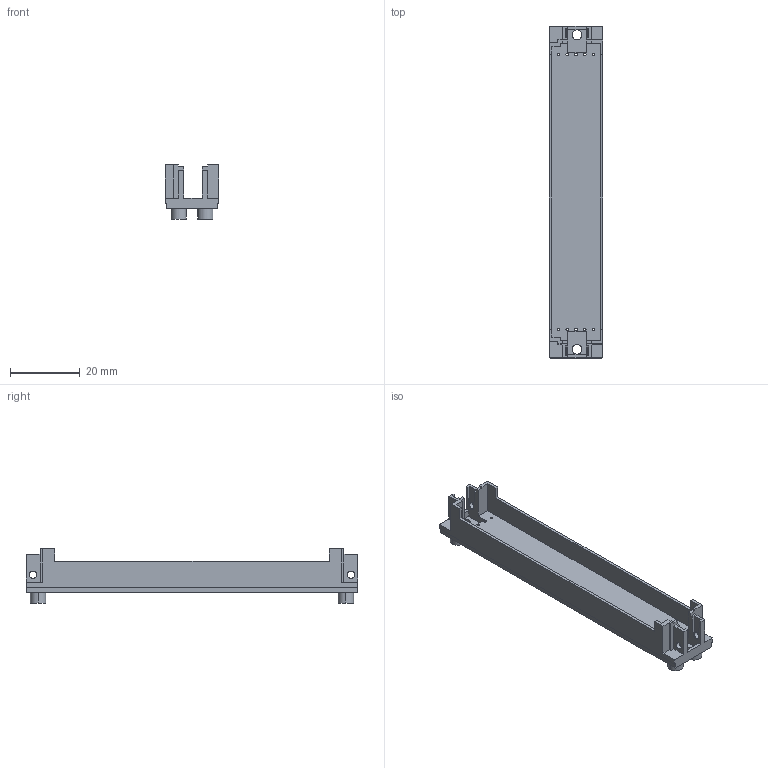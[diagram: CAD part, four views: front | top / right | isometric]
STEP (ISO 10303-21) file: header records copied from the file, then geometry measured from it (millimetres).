
FILE_DESCRIPTION((''),'2;1');
FILE_NAME('HARTING_02 44 000 0001.stp','2011-10-25T13:09:16',(''),(''),'Mechanical Desktop 2011','Mechanical Desktop 2011',', , ');
FILE_SCHEMA(('AUTOMOTIVE_DESIGN { 1 2 10303 214 1 1 1 1 }'));
Length unit declared in the file: millimetre
Products named in the file (1): Product
Bounding box: 15.4 x 95 x 15.5 mm (x, y, z)
Volume: 5494.4 mm3; surface area: 6743 mm2
Topology: 1 solids, 1 shells, 170 faces, 492 edges, 328 vertices
Faces by surface type: plane 126, cylinder 44
Entity records: 5713 total; most frequent: CARTESIAN_POINT 991, ORIENTED_EDGE 984, DIRECTION 962, EDGE_CURVE 492, VECTOR 364, LINE 364, VERTEX_POINT 328, AXIS2_PLACEMENT_3D 299
